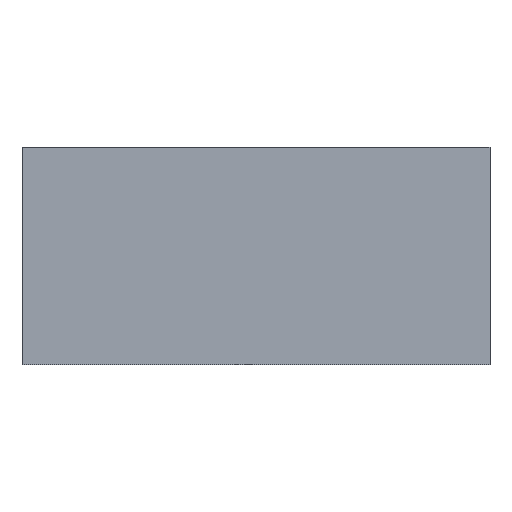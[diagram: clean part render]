
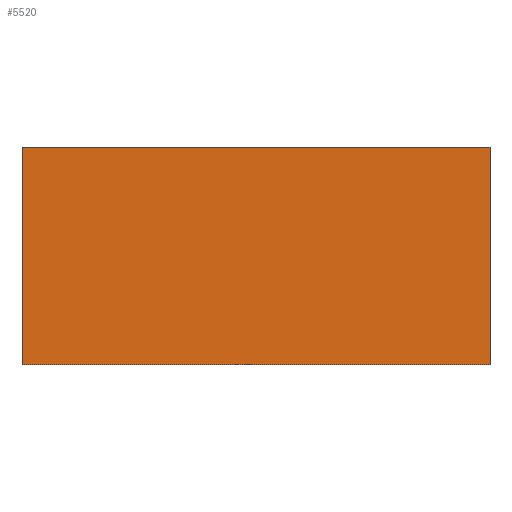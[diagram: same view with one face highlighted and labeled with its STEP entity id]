
A CAD part, top view. The second image highlights one B-rep face of the part: STEP entity #5520.
In plain terms, the highlighted face is planar.
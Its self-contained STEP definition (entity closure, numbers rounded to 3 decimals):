
#880=CARTESIAN_POINT('',(47.412,1.56,
-24.954));
#890=VERTEX_POINT('',#880);
#920=CARTESIAN_POINT('',(47.412,1.56,
-15.954));
#930=DIRECTION('',(0.,0.,-1.));
#940=VECTOR('',#930,1.);
#950=LINE('',#920,#940);
#960=CARTESIAN_POINT('',(47.412,1.56,
-15.954));
#970=VERTEX_POINT('',#960);
#980=EDGE_CURVE('',#970,#890,#950,.T.);
#2950=CARTESIAN_POINT('',(47.412,20.96,-15.954));
#2960=VERTEX_POINT('',#2950);
#2990=CARTESIAN_POINT('',(47.412,20.96,-15.954));
#3000=DIRECTION('',(0.,0.,-1.));
#3010=VECTOR('',#3000,1.);
#3020=LINE('',#2990,#3010);
#3030=CARTESIAN_POINT('',(47.412,20.96,-24.954));
#3040=VERTEX_POINT('',#3030);
#3050=EDGE_CURVE('',#2960,#3040,#3020,.T.);
#5190=CARTESIAN_POINT('',(47.412,1.56,
-24.954));
#5200=DIRECTION('',(0.,1.,0.));
#5210=VECTOR('',#5200,1.);
#5220=LINE('',#5190,#5210);
#5230=EDGE_CURVE('',#890,#3040,#5220,.T.);
#5360=CARTESIAN_POINT('',(47.412,1.56,
-20.454));
#5370=DIRECTION('',(-1.,-0.,0.));
#5380=DIRECTION('',(0.,0.,-1.));
#5390=AXIS2_PLACEMENT_3D('',#5360,#5370,#5380);
#5400=PLANE('',#5390);
#5410=ORIENTED_EDGE('',*,*,#5230,.F.);
#5420=ORIENTED_EDGE('',*,*,#3050,.T.);
#5430=CARTESIAN_POINT('',(47.412,1.56,
-15.954));
#5440=DIRECTION('',(0.,1.,0.));
#5450=VECTOR('',#5440,1.);
#5460=LINE('',#5430,#5450);
#5470=EDGE_CURVE('',#970,#2960,#5460,.T.);
#5480=ORIENTED_EDGE('',*,*,#5470,.T.);
#5490=ORIENTED_EDGE('',*,*,#980,.F.);
#5500=EDGE_LOOP('',(#5490,#5480,#5420,#5410));
#5510=FACE_OUTER_BOUND('',#5500,.T.);
#5520=ADVANCED_FACE('',(#5510),#5400,.T.);
